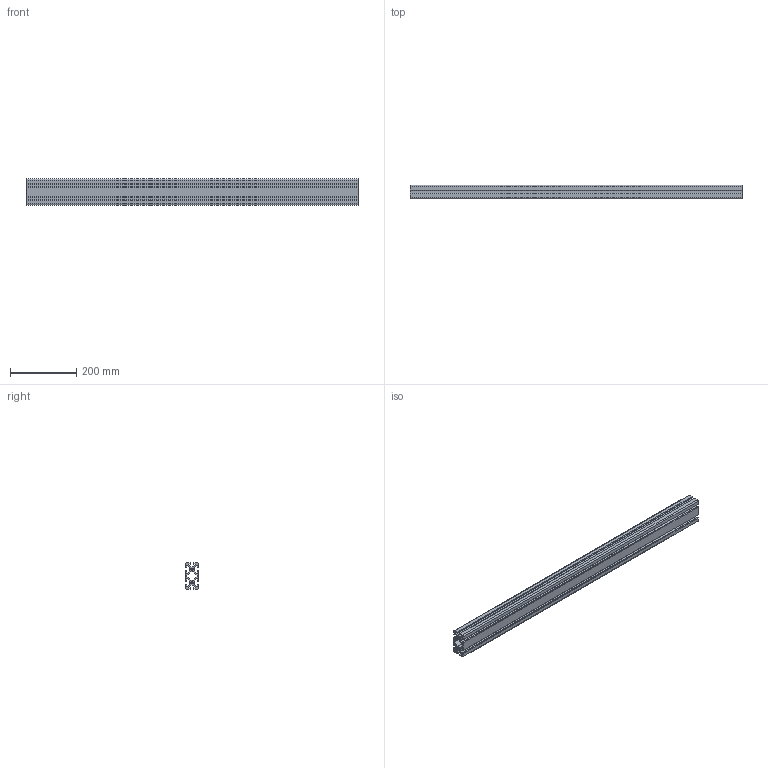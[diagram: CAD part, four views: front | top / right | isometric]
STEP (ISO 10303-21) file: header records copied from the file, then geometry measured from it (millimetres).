
FILE_DESCRIPTION(('STEP AP214'), '1');
FILE_NAME('Ïðîôèëü àëþìèíèåâûé HL4080W3', '', ('UNSPECIFIED'), ('UNSPECIFIED'), 'ASCON STEP Converter 1.6', 'ASCON Math Kernel', '');
FILE_SCHEMA(('AUTOMOTIVE_DESIGN { 1 0 10303 214 3 1 1}'));
Length unit declared in the file: millimetre
Bounding box: 1000 x 40 x 80 mm (x, y, z)
Volume: 1506354.6 mm3; surface area: 622388.5 mm2
Topology: 1 solids, 1 shells, 124 faces, 366 edges, 244 vertices
Faces by surface type: plane 62, cylinder 62
Full cylindrical faces by diameter (mm): 6.8 x2
Entity records: 5212 total; most frequent: DIRECTION 738, CARTESIAN_POINT 733, ORIENTED_EDGE 728, EDGE_CURVE 364, AXIS2_PLACEMENT_3D 249, VERTEX_POINT 244, LINE 240, VECTOR 240
